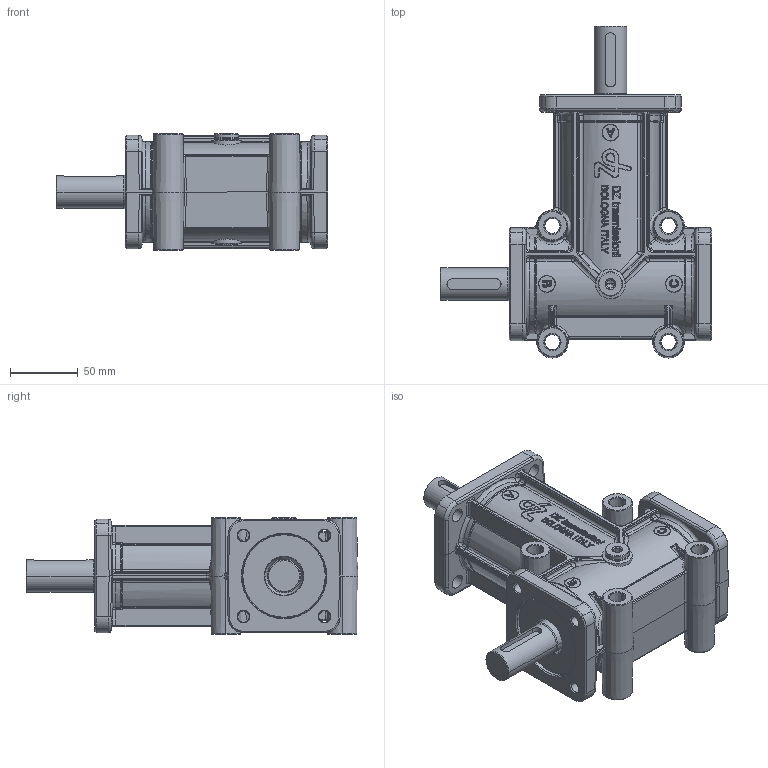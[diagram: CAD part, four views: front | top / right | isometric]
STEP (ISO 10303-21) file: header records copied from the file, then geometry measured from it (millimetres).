
FILE_DESCRIPTION(('STEP AP214'),'1');
FILE_NAME('.stp','2017-07-06T00:39:42',('TraceParts'),('TraceParts S.A.'),'Spatial InterOp 3D',' ',' ');
FILE_SCHEMA(('automotive_design'));
Length unit declared in the file: millimetre
Products named in the file (1): zp_44s–4pab–
Bounding box: 201 x 245.75 x 86 mm (x, y, z)
Volume: 1383115.7 mm3; surface area: 144923.3 mm2
Topology: 1 solids, 1 shells, 2950 faces, 7530 edges, 4496 vertices
Faces by surface type: bspline 1231, cylinder 1044, plane 368, torus 123, cone 120, sphere 64
Entity records: 192611 total; most frequent: CARTESIAN_POINT 105147, ORIENTED_EDGE 14774, DIRECTION 11364, EDGE_CURVE 7387, AXIS2_PLACEMENT_3D 4685, VERTEX_POINT 4500, EDGE_LOOP 3043, STYLED_ITEM 2951
